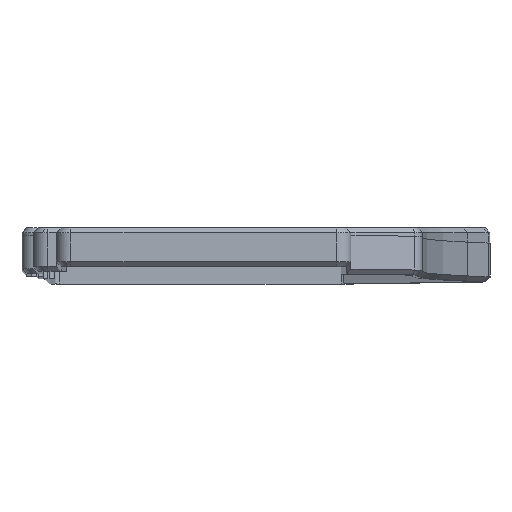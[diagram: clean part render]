
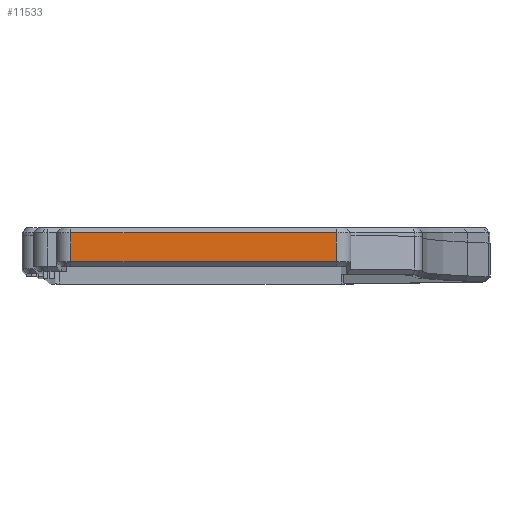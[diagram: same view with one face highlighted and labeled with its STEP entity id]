
A CAD part, left-side view. The second image highlights one B-rep face of the part: STEP entity #11533.
In plain terms, the highlighted planar face has unit normal (-1, 0, 0.026).
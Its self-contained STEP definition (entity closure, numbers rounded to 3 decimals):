
#453=PLANE('',#12561);
#975=FACE_OUTER_BOUND('',#1600,.T.);
#1600=EDGE_LOOP('',(#9866,#9867,#9868,#9869));
#2805=LINE('',#18905,#3977);
#2854=LINE('',#19091,#4026);
#2863=LINE('',#19238,#4035);
#2864=LINE('',#19240,#4036);
#3977=VECTOR('',#15300,10.);
#4026=VECTOR('',#15461,10.);
#4035=VECTOR('',#15478,10.);
#4036=VECTOR('',#15481,10.);
#5562=VERTEX_POINT('',#18895);
#5564=VERTEX_POINT('',#18901);
#5629=VERTEX_POINT('',#19084);
#5632=VERTEX_POINT('',#19089);
#7131=EDGE_CURVE('',#5562,#5564,#2805,.T.);
#7218=EDGE_CURVE('',#5632,#5629,#2854,.T.);
#7237=EDGE_CURVE('',#5629,#5562,#2863,.T.);
#7238=EDGE_CURVE('',#5632,#5564,#2864,.T.);
#9866=ORIENTED_EDGE('',*,*,#7131,.F.);
#9867=ORIENTED_EDGE('',*,*,#7237,.F.);
#9868=ORIENTED_EDGE('',*,*,#7218,.F.);
#9869=ORIENTED_EDGE('',*,*,#7238,.T.);
#11533=ADVANCED_FACE('',(#975),#453,.T.);
#12561=AXIS2_PLACEMENT_3D('',#19239,#15479,#15480);
#15300=DIRECTION('',(0.,1.,0.));
#15461=DIRECTION('',(0.,-1.,0.));
#15478=DIRECTION('',(-0.026,0.,-1.));
#15479=DIRECTION('center_axis',(-1.,0.,
0.026));
#15480=DIRECTION('ref_axis',(0.,1.,0.));
#15481=DIRECTION('',(-0.026,0.,-1.));
#18895=CARTESIAN_POINT('',(-2.183,30.167,1.002));
#18901=CARTESIAN_POINT('',(-2.183,85.167,1.002));
#18905=CARTESIAN_POINT('',(-2.183,38.498,1.002));
#19084=CARTESIAN_POINT('',(-2.026,30.167,7.));
#19089=CARTESIAN_POINT('',(-2.026,85.167,7.));
#19091=CARTESIAN_POINT('',(-2.026,38.407,7.));
#19238=CARTESIAN_POINT('',(-2.,30.167,8.));
#19239=CARTESIAN_POINT('Origin',(-2.,30.167,8.));
#19240=CARTESIAN_POINT('',(-2.,85.167,8.));
